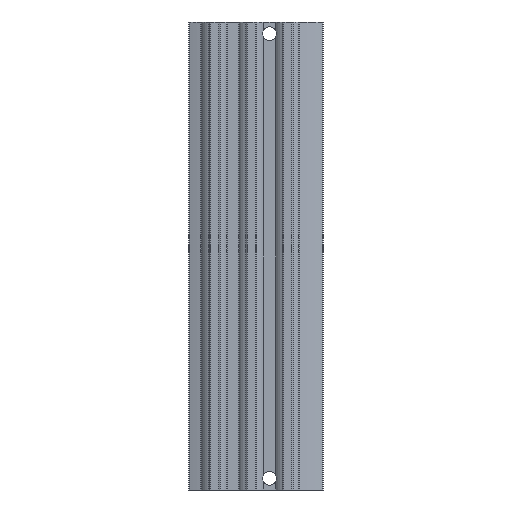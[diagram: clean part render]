
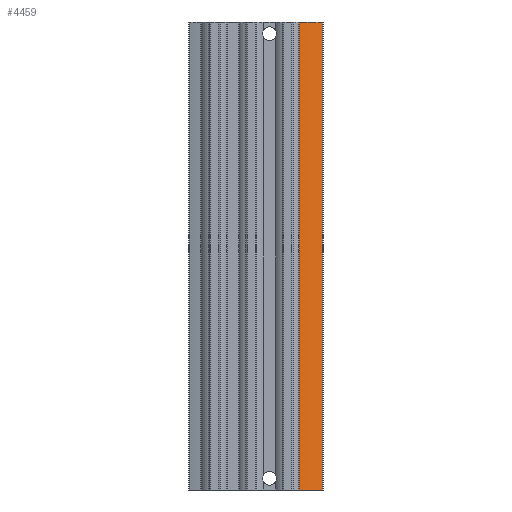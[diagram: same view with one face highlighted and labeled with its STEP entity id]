
A CAD part, front view. The second image highlights one B-rep face of the part: STEP entity #4459.
In plain terms, the highlighted cylindrical face has radius 60 mm (diameter 120 mm), a partial arc.
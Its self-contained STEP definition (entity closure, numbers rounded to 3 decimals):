
#253=CIRCLE('',#4777,60.);
#254=CIRCLE('',#4778,60.);
#684=ORIENTED_EDGE('',*,*,#1828,.F.);
#685=ORIENTED_EDGE('',*,*,#1827,.F.);
#686=ORIENTED_EDGE('',*,*,#1829,.T.);
#687=ORIENTED_EDGE('',*,*,#1830,.T.);
#1827=EDGE_CURVE('',#2393,#2392,#2794,.T.);
#1828=EDGE_CURVE('',#2392,#2394,#253,.T.);
#1829=EDGE_CURVE('',#2393,#2395,#254,.T.);
#1830=EDGE_CURVE('',#2395,#2394,#2795,.T.);
#2392=VERTEX_POINT('',#7514);
#2393=VERTEX_POINT('',#7516);
#2394=VERTEX_POINT('',#7520);
#2395=VERTEX_POINT('',#7522);
#2794=LINE('',#7517,#3046);
#2795=LINE('',#7523,#3047);
#3046=VECTOR('',#5371,1000.);
#3047=VECTOR('',#5378,1000.);
#3333=EDGE_LOOP('',(#684,#685,#686,#687));
#3831=FACE_BOUND('',#3333,.T.);
#4335=CYLINDRICAL_SURFACE('',#4776,60.);
#4459=ADVANCED_FACE('',(#3831),#4335,.T.);
#4776=AXIS2_PLACEMENT_3D('',#7518,#5372,#5373);
#4777=AXIS2_PLACEMENT_3D('',#7519,#5374,#5375);
#4778=AXIS2_PLACEMENT_3D('',#7521,#5376,#5377);
#5371=DIRECTION('',(0.,0.,1.));
#5372=DIRECTION('',(0.,0.,1.));
#5373=DIRECTION('',(1.,0.,0.));
#5374=DIRECTION('',(0.,0.,1.));
#5375=DIRECTION('',(1.,0.,0.));
#5376=DIRECTION('',(0.,0.,1.));
#5377=DIRECTION('',(1.,0.,0.));
#5378=DIRECTION('',(0.,0.,1.));
#7514=CARTESIAN_POINT('',(-21.382,4.442,0.));
#7516=CARTESIAN_POINT('',(-21.382,4.442,-140.5));
#7517=CARTESIAN_POINT('',(-21.382,4.442,-140.5));
#7518=CARTESIAN_POINT('',(-1.466,61.039,-140.5));
#7519=CARTESIAN_POINT('',(-1.466,61.039,0.));
#7520=CARTESIAN_POINT('',(-14.403,2.451,0.));
#7521=CARTESIAN_POINT('',(-1.466,61.039,-140.5));
#7522=CARTESIAN_POINT('',(-14.403,2.451,-140.5));
#7523=CARTESIAN_POINT('',(-14.403,2.451,-140.5));
